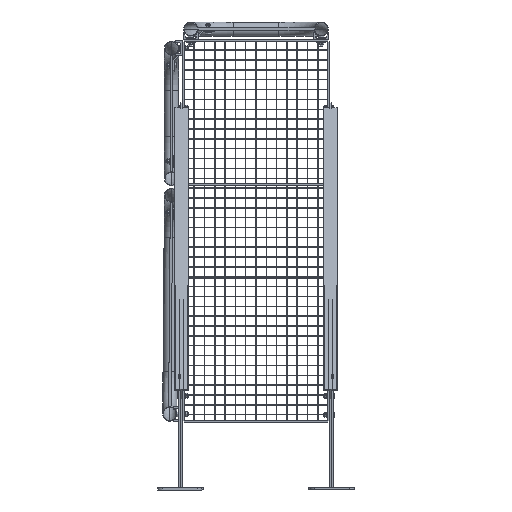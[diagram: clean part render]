
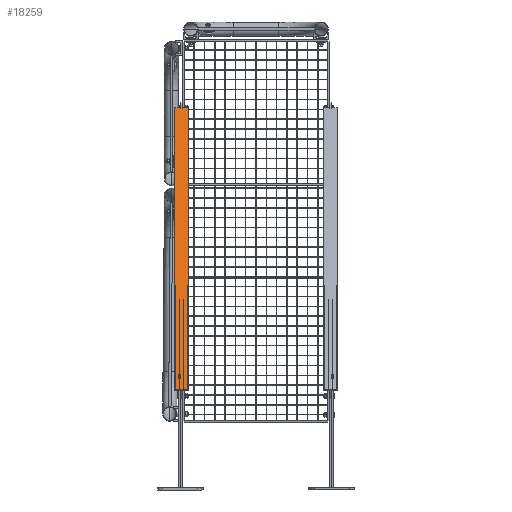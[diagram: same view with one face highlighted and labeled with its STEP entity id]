
A CAD part, front view. The second image highlights one B-rep face of the part: STEP entity #18259.
In plain terms, the highlighted planar face has unit normal (0, -0.666, 0.746).
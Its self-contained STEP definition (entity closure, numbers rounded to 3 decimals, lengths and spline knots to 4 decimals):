
#1477 = LINE ( 'NONE', #33355, #126546 ) ;
#4636 = CARTESIAN_POINT ( 'NONE',  ( -0.2455, -0.0861, 0.4224 ) ) ;
#5294 = DIRECTION ( 'NONE',  ( -1., 0., 0. ) ) ;
#5333 = DIRECTION ( 'NONE',  ( 0., -0.746, -0.666 ) ) ;
#5463 = LINE ( 'NONE', #48648, #132974 ) ;
#6346 = DIRECTION ( 'NONE',  ( 0., -0.746, -0.666 ) ) ;
#11356 = AXIS2_PLACEMENT_3D ( 'NONE', #96632, #61933, #139154 ) ;
#12790 = CARTESIAN_POINT ( 'NONE',  ( -0.25, -0.0861, 0.4224 ) ) ;
#15886 = CARTESIAN_POINT ( 'NONE',  ( -0.2295, -0.0895, 0.4194 ) ) ;
#17122 = CARTESIAN_POINT ( 'NONE',  ( -0.2295, -1.2039, -0.5754 ) ) ;
#18259 = ADVANCED_FACE ( 'NONE', ( #94167 ), #50920, .F. ) ;
#20012 = CARTESIAN_POINT ( 'NONE',  ( -0.2765, -0.0895, 0.4194 ) ) ;
#20027 = DIRECTION ( 'NONE',  ( 1., 0., 0. ) ) ;
#21980 = VECTOR ( 'NONE', #20027, 1. ) ;
#25777 = DIRECTION ( 'NONE',  ( 0., 0.746, 0.666 ) ) ;
#26479 = LINE ( 'NONE', #27185, #63252 ) ;
#26834 = CARTESIAN_POINT ( 'NONE',  ( -0.2605, -0.0895, 0.4194 ) ) ;
#26859 = DIRECTION ( 'NONE',  ( 0., 0.666, -0.746 ) ) ;
#27185 = CARTESIAN_POINT ( 'NONE',  ( -0.25, -1.2039, -0.5754 ) ) ;
#28561 = VERTEX_POINT ( 'NONE', #106730 ) ;
#28716 = VECTOR ( 'NONE', #75790, 1. ) ;
#30341 = VECTOR ( 'NONE', #72387, 1. ) ;
#33355 = CARTESIAN_POINT ( 'NONE',  ( -0.2765, -1.2039, -0.5754 ) ) ;
#34131 = EDGE_CURVE ( 'NONE', #118098, #102487, #1477, .T. ) ;
#37029 = CARTESIAN_POINT ( 'NONE',  ( -0.2455, -0.0895, 0.4194 ) ) ;
#38364 = VERTEX_POINT ( 'NONE', #109152 ) ;
#39523 = VERTEX_POINT ( 'NONE', #12790 ) ;
#39593 = CARTESIAN_POINT ( 'NONE',  ( -0.256, -1.2039, -0.5754 ) ) ;
#39651 = ORIENTED_EDGE ( 'NONE', *, *, #64787, .T. ) ;
#41112 = ORIENTED_EDGE ( 'NONE', *, *, #83551, .T. ) ;
#41324 = EDGE_CURVE ( 'NONE', #136952, #72767, #50406, .T. ) ;
#48635 = VERTEX_POINT ( 'NONE', #92497 ) ;
#48648 = CARTESIAN_POINT ( 'NONE',  ( -0.256, -0.082, 0.426 ) ) ;
#49616 = ORIENTED_EDGE ( 'NONE', *, *, #79622, .T. ) ;
#50406 = LINE ( 'NONE', #91538, #30341 ) ;
#50920 = PLANE ( 'NONE',  #125412 ) ;
#52093 = CIRCLE ( 'NONE', #11356, 0.0045 ) ;
#54819 = EDGE_LOOP ( 'NONE', ( #133550, #39651, #55258, #49616, #126978, #41112, #107656, #66621, #121399, #83278 ) ) ;
#55258 = ORIENTED_EDGE ( 'NONE', *, *, #108806, .T. ) ;
#60506 = LINE ( 'NONE', #15886, #79396 ) ;
#61933 = DIRECTION ( 'NONE',  ( 0., 0.666, -0.746 ) ) ;
#63252 = VECTOR ( 'NONE', #25777, 1. ) ;
#64787 = EDGE_CURVE ( 'NONE', #118098, #28561, #138423, .T. ) ;
#65536 = VERTEX_POINT ( 'NONE', #26834 ) ;
#65845 = CARTESIAN_POINT ( 'NONE',  ( -0.2765, -0.0895, 0.4194 ) ) ;
#66621 = ORIENTED_EDGE ( 'NONE', *, *, #41324, .F. ) ;
#66966 = EDGE_CURVE ( 'NONE', #72767, #38364, #5463, .T. ) ;
#68480 = EDGE_CURVE ( 'NONE', #106799, #39523, #110688, .T. ) ;
#70998 = LINE ( 'NONE', #17122, #104765 ) ;
#72387 = DIRECTION ( 'NONE',  ( 0., 0.746, 0.666 ) ) ;
#72767 = VERTEX_POINT ( 'NONE', #93710 ) ;
#75790 = DIRECTION ( 'NONE',  ( 1., 0., 0. ) ) ;
#76583 = DIRECTION ( 'NONE',  ( 0., 0.746, 0.666 ) ) ;
#77315 = EDGE_CURVE ( 'NONE', #136952, #65536, #52093, .T. ) ;
#79024 = AXIS2_PLACEMENT_3D ( 'NONE', #4636, #115822, #5333 ) ;
#79396 = VECTOR ( 'NONE', #5294, 1. ) ;
#79622 = EDGE_CURVE ( 'NONE', #48635, #106799, #60506, .T. ) ;
#80122 = CARTESIAN_POINT ( 'NONE',  ( -0.256, -0.0861, 0.4224 ) ) ;
#83278 = ORIENTED_EDGE ( 'NONE', *, *, #101242, .F. ) ;
#83551 = EDGE_CURVE ( 'NONE', #39523, #38364, #26479, .T. ) ;
#90886 = DIRECTION ( 'NONE',  ( 0., 0.746, 0.666 ) ) ;
#91538 = CARTESIAN_POINT ( 'NONE',  ( -0.256, -1.2039, -0.5754 ) ) ;
#91897 = DIRECTION ( 'NONE',  ( 1., 0., 0. ) ) ;
#92497 = CARTESIAN_POINT ( 'NONE',  ( -0.2295, -0.0895, 0.4194 ) ) ;
#93710 = CARTESIAN_POINT ( 'NONE',  ( -0.256, -0.082, 0.426 ) ) ;
#94167 = FACE_OUTER_BOUND ( 'NONE', #54819, .T. ) ;
#96632 = CARTESIAN_POINT ( 'NONE',  ( -0.2605, -0.0861, 0.4224 ) ) ;
#101242 = EDGE_CURVE ( 'NONE', #102487, #65536, #131769, .T. ) ;
#102487 = VERTEX_POINT ( 'NONE', #20012 ) ;
#104765 = VECTOR ( 'NONE', #90886, 1. ) ;
#105583 = CARTESIAN_POINT ( 'NONE',  ( -0.2765, -1.162, -0.5379 ) ) ;
#106730 = CARTESIAN_POINT ( 'NONE',  ( -0.2295, -1.162, -0.5379 ) ) ;
#106799 = VERTEX_POINT ( 'NONE', #37029 ) ;
#107656 = ORIENTED_EDGE ( 'NONE', *, *, #66966, .F. ) ;
#108806 = EDGE_CURVE ( 'NONE', #28561, #48635, #70998, .T. ) ;
#109152 = CARTESIAN_POINT ( 'NONE',  ( -0.25, -0.082, 0.426 ) ) ;
#110688 = CIRCLE ( 'NONE', #79024, 0.0045 ) ;
#115822 = DIRECTION ( 'NONE',  ( 0., 0.666, -0.746 ) ) ;
#118098 = VERTEX_POINT ( 'NONE', #105583 ) ;
#121399 = ORIENTED_EDGE ( 'NONE', *, *, #77315, .T. ) ;
#125412 = AXIS2_PLACEMENT_3D ( 'NONE', #39593, #26859, #6346 ) ;
#126546 = VECTOR ( 'NONE', #76583, 1. ) ;
#126978 = ORIENTED_EDGE ( 'NONE', *, *, #68480, .T. ) ;
#131769 = LINE ( 'NONE', #65845, #28716 ) ;
#132974 = VECTOR ( 'NONE', #91897, 1. ) ;
#133550 = ORIENTED_EDGE ( 'NONE', *, *, #34131, .F. ) ;
#136317 = CARTESIAN_POINT ( 'NONE',  ( -0.256, -1.162, -0.5379 ) ) ;
#136952 = VERTEX_POINT ( 'NONE', #80122 ) ;
#138423 = LINE ( 'NONE', #136317, #21980 ) ;
#139154 = DIRECTION ( 'NONE',  ( 0., -0.746, -0.666 ) ) ;
